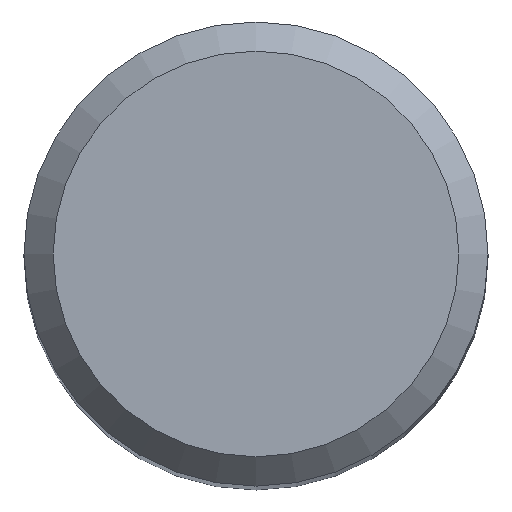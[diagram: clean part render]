
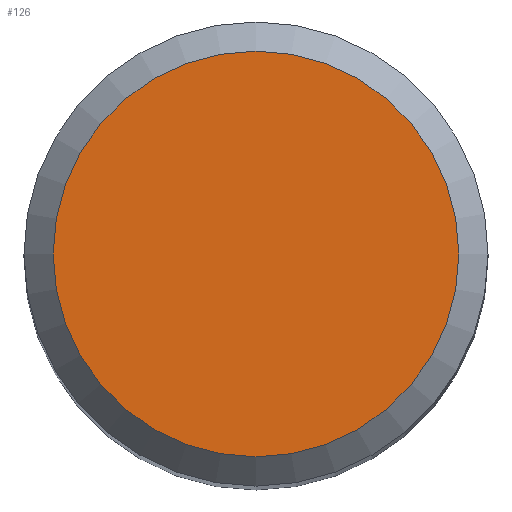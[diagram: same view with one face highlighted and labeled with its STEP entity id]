
A CAD part, top view. The second image highlights one B-rep face of the part: STEP entity #126.
In plain terms, the highlighted planar face has unit normal (0, 0, 1).
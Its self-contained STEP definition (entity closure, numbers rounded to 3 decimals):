
#126=ADVANCED_FACE('',(#157),#154,.F.);
#154=PLANE('',#429);
#157=FACE_OUTER_BOUND('',#168,.T.);
#168=EDGE_LOOP('',(#212));
#212=ORIENTED_EDGE('',*,*,#341,.F.);
#304=VERTEX_POINT('',#567);
#341=EDGE_CURVE('',#304,#304,#387,.T.);
#387=CIRCLE('',#428,6.935);
#428=AXIS2_PLACEMENT_3D('',#566,#478,#479);
#429=AXIS2_PLACEMENT_3D('',#568,#480,#481);
#478=DIRECTION('',(0.,0.,-1.));
#479=DIRECTION('',(-1.,0.,0.));
#480=DIRECTION('',(0.,0.,-1.));
#481=DIRECTION('',(1.,0.,0.));
#566=CARTESIAN_POINT('',(0.,0.,0.));
#567=CARTESIAN_POINT('',(-6.935,0.,0.));
#568=CARTESIAN_POINT('',(0.,0.,0.));
